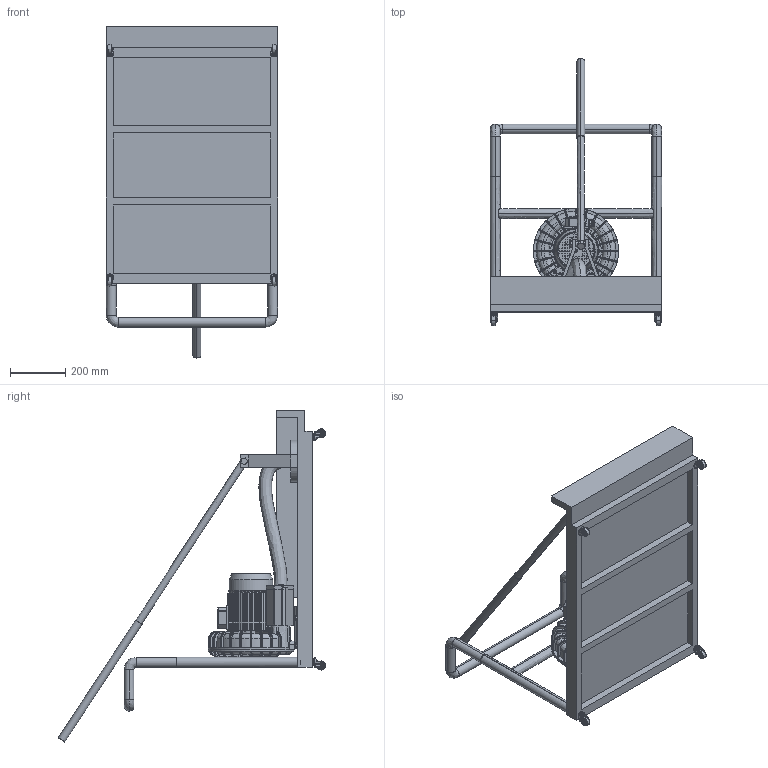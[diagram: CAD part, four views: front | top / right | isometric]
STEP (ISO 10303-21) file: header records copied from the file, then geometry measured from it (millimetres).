
FILE_DESCRIPTION(('FreeCAD Model'),'2;1');
FILE_NAME('Open CASCADE Shape Model','2025-05-08T04:16:04',('FreeCAD'),( 'FreeCAD'),'Open CASCADE STEP processor 7.6','FreeCAD','Unknown');
FILE_SCHEMA(('AUTOMOTIVE_DESIGN { 1 0 10303 214 1 1 1 1 }'));
Products named in the file (1): Open CASCADE STEP translator 7.6 1
Bounding box: 621.79 x 969.21 x 1203.36 mm (x, y, z)
Volume: 32469399.2 mm3; surface area: 3984016.9 mm2
Topology: 138 solids, 142 shells, 4349 faces, 11471 edges, 7108 vertices
Faces by surface type: bspline 4349
Entity records: 160157 total; most frequent: CARTESIAN_POINT 97598, ORIENTED_EDGE 22258, EDGE_CURVE 11129, VERTEX_POINT 7108, B_SPLINE_CURVE_WITH_KNOTS 6190, FACE_BOUND 4817, EDGE_LOOP 4817, ADVANCED_FACE 4349
